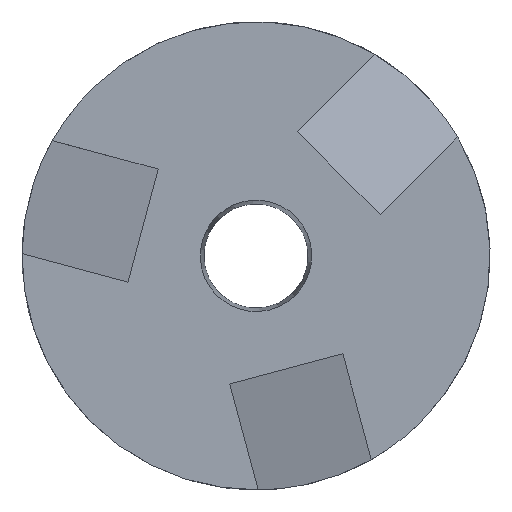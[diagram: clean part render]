
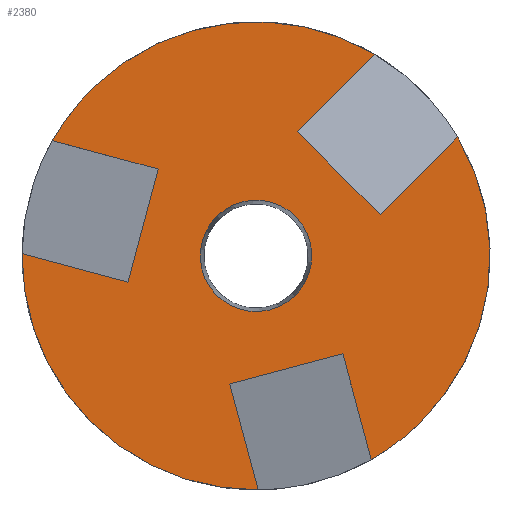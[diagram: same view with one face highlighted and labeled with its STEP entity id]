
A CAD part, top view. The second image highlights one B-rep face of the part: STEP entity #2380.
In plain terms, the highlighted planar face has unit normal (0, 0, 1).
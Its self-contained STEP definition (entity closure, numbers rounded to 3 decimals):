
#100=CARTESIAN_POINT('',(-16.73,14.836,883.5));
#110=VERTEX_POINT('',#100);
#160=CARTESIAN_POINT('',(-21.907,-4.483,
883.5));
#170=DIRECTION('',(0.259,0.966,
0.));
#180=VECTOR('',#170,1.);
#190=LINE('',#160,#180);
#200=CARTESIAN_POINT('',(-21.907,-4.483,
883.5));
#210=VERTEX_POINT('',#200);
#220=EDGE_CURVE('',#210,#110,#190,.T.);
#540=CARTESIAN_POINT('',(-34.822,19.683,883.5));
#550=VERTEX_POINT('',#540);
#630=CARTESIAN_POINT('',(-39.999,0.365,883.5));
#640=VERTEX_POINT('',#630);
#670=CARTESIAN_POINT('',(0.,0.,883.5));
#680=DIRECTION('',(0.,0.,1.));
#690=DIRECTION('',(-1.,0.,0.));
#700=AXIS2_PLACEMENT_3D('',#670,#680,#690);
#710=CIRCLE('',#700,40.);
#720=CARTESIAN_POINT('',(0.365,-39.998,883.5));
#730=VERTEX_POINT('',#720);
#740=EDGE_CURVE('',#640,#730,#710,.T.);
#1000=CARTESIAN_POINT('',(19.683,-34.822,883.5));
#1010=VERTEX_POINT('',#1000);
#1040=CARTESIAN_POINT('',(0.,0.,883.5))
;
#1050=DIRECTION('',(0.,0.,1.));
#1060=DIRECTION('',(0.492,-0.871,
0.));
#1070=AXIS2_PLACEMENT_3D('',#1040,#1050,#1060);
#1080=CIRCLE('',#1070,40.);
#1090=CARTESIAN_POINT('',(27.609,-28.944,883.5));
#1100=VERTEX_POINT('',#1090);
#1110=EDGE_CURVE('',#1010,#1100,#1080,.T.);
#1340=CARTESIAN_POINT('',(-27.609,28.944,883.5));
#1350=VERTEX_POINT('',#1340);
#1380=CARTESIAN_POINT('',(0.,0.,883.5))
;
#1390=DIRECTION('',(0.,0.,1.));
#1400=DIRECTION('',(-0.69,0.724,0.));
#1410=AXIS2_PLACEMENT_3D('',#1380,#1390,#1400);
#1420=CIRCLE('',#1410,40.);
#1430=EDGE_CURVE('',#1350,#550,#1420,.T.);
#1480=CARTESIAN_POINT('',(10.353,-38.637,883.5));
#1490=DIRECTION('',(0.,0.,1.));
#1500=DIRECTION('',(1.,0.,0.));
#1510=AXIS2_PLACEMENT_3D('',#1480,#1490,#1500);
#1520=PLANE('',#1510);
#1530=CARTESIAN_POINT('',(-39.998,0.365,883.5));
#1540=DIRECTION('',(0.966,-0.259,0.));
#1550=VECTOR('',#1540,1.);
#1560=LINE('',#1530,#1550);
#1570=EDGE_CURVE('',#640,#210,#1560,.T.);
#1580=ORIENTED_EDGE('',*,*,#1570,.F.);
#1590=ORIENTED_EDGE('',*,*,#220,.F.);
#1600=CARTESIAN_POINT('',(-34.822,19.683,883.5));
#1610=DIRECTION('',(0.966,-0.259,0.));
#1620=VECTOR('',#1610,1.);
#1630=LINE('',#1600,#1620);
#1640=EDGE_CURVE('',#550,#110,#1630,.T.);
#1650=ORIENTED_EDGE('',*,*,#1640,.T.);
#1660=ORIENTED_EDGE('',*,*,#1430,.T.);
#1670=CARTESIAN_POINT('',(20.315,34.457,883.5));
#1680=VERTEX_POINT('',#1670);
#1690=EDGE_CURVE('',#1680,#1350,#1420,.T.);
#1700=ORIENTED_EDGE('',*,*,#1690,.T.);
#1710=CARTESIAN_POINT('',(20.315,34.457,883.5));
#1720=DIRECTION('',(-0.707,-0.707,0.));
#1730=VECTOR('',#1720,1.);
#1740=LINE('',#1710,#1730);
#1750=CARTESIAN_POINT('',(7.071,21.213,883.5));
#1760=VERTEX_POINT('',#1750);
#1770=EDGE_CURVE('',#1680,#1760,#1740,.T.);
#1780=ORIENTED_EDGE('',*,*,#1770,.F.);
#1790=CARTESIAN_POINT('',(7.071,21.213,
883.5));
#1800=DIRECTION('',(0.707,-0.707,0.));
#1810=VECTOR('',#1800,1.);
#1820=LINE('',#1790,#1810);
#1830=CARTESIAN_POINT('',(21.213,7.071,883.5));
#1840=VERTEX_POINT('',#1830);
#1850=EDGE_CURVE('',#1760,#1840,#1820,.T.);
#1860=ORIENTED_EDGE('',*,*,#1850,.F.);
#1870=CARTESIAN_POINT('',(34.457,20.315,883.5));
#1880=DIRECTION('',(-0.707,-0.707,0.));
#1890=VECTOR('',#1880,1.);
#1900=LINE('',#1870,#1890);
#1910=CARTESIAN_POINT('',(34.457,20.315,883.5));
#1920=VERTEX_POINT('',#1910);
#1930=EDGE_CURVE('',#1920,#1840,#1900,.T.);
#1940=ORIENTED_EDGE('',*,*,#1930,.T.);
#1950=EDGE_CURVE('',#1100,#1920,#1080,.T.);
#1960=ORIENTED_EDGE('',*,*,#1950,.T.);
#1970=ORIENTED_EDGE('',*,*,#1110,.T.);
#1980=CARTESIAN_POINT('',(19.683,-34.822,883.5));
#1990=DIRECTION('',(-0.259,0.966,0.));
#2000=VECTOR('',#1990,1.);
#2010=LINE('',#1980,#2000);
#2020=CARTESIAN_POINT('',(14.836,-16.73,883.5));
#2030=VERTEX_POINT('',#2020);
#2040=EDGE_CURVE('',#1010,#2030,#2010,.T.);
#2050=ORIENTED_EDGE('',*,*,#2040,.F.);
#2060=CARTESIAN_POINT('',(14.836,-16.73,
883.5));
#2070=DIRECTION('',(-0.966,-0.259,
0.));
#2080=VECTOR('',#2070,1.);
#2090=LINE('',#2060,#2080);
#2100=CARTESIAN_POINT('',(-4.483,-21.907,883.5));
#2110=VERTEX_POINT('',#2100);
#2120=EDGE_CURVE('',#2030,#2110,#2090,.T.);
#2130=ORIENTED_EDGE('',*,*,#2120,.F.);
#2140=CARTESIAN_POINT('',(0.365,-39.998,883.5));
#2150=DIRECTION('',(-0.259,0.966,0.));
#2160=VECTOR('',#2150,1.);
#2170=LINE('',#2140,#2160);
#2180=EDGE_CURVE('',#730,#2110,#2170,.T.);
#2190=ORIENTED_EDGE('',*,*,#2180,.T.);
#2200=ORIENTED_EDGE('',*,*,#740,.T.);
#2210=EDGE_LOOP('',(#2200,#2190,#2130,#2050,#1970,#1960,#1940,#1860,
#1780,#1700,#1660,#1650,#1590,#1580));
#2220=FACE_OUTER_BOUND('',#2210,.T.);
#2230=CARTESIAN_POINT('',(0.,0.,
883.5));
#2240=DIRECTION('',(0.,0.,-1.));
#2250=DIRECTION('',(-0.69,0.724,0.));
#2260=AXIS2_PLACEMENT_3D('',#2230,#2240,#2250);
#2270=CIRCLE('',#2260,9.524);
#2280=CARTESIAN_POINT('',(6.574,-6.892,883.5));
#2290=VERTEX_POINT('',#2280);
#2300=CARTESIAN_POINT('',(-6.574,6.892,883.5));
#2310=VERTEX_POINT('',#2300);
#2320=EDGE_CURVE('',#2290,#2310,#2270,.T.);
#2330=ORIENTED_EDGE('',*,*,#2320,.T.);
#2340=EDGE_CURVE('',#2310,#2290,#2270,.T.);
#2350=ORIENTED_EDGE('',*,*,#2340,.T.);
#2360=EDGE_LOOP('',(#2350,#2330));
#2370=FACE_BOUND('',#2360,.T.);
#2380=ADVANCED_FACE('',(#2220,#2370),#1520,.T.);
